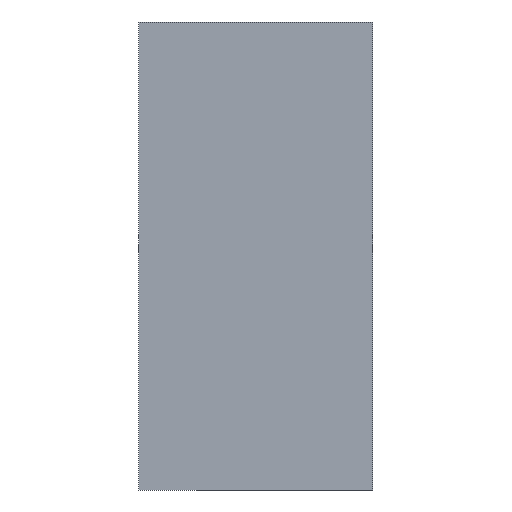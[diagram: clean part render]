
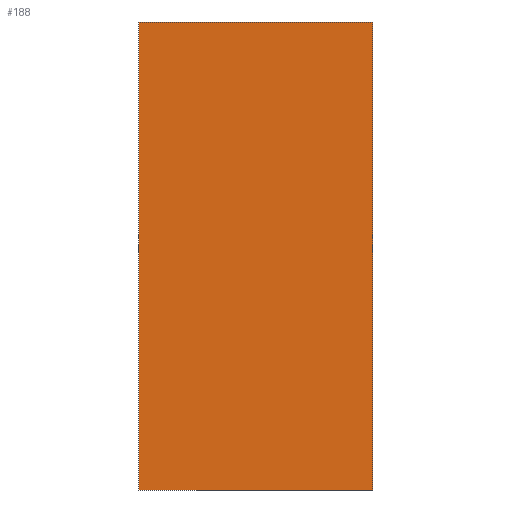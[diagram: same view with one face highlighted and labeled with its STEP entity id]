
A CAD part, left-side view. The second image highlights one B-rep face of the part: STEP entity #188.
In plain terms, the highlighted planar face has unit normal (-1, 0, 0).
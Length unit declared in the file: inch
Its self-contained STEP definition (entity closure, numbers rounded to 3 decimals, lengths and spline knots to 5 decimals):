
#22=FACE_OUTER_BOUND('',#32,.T.);
#32=EDGE_LOOP('',(#151,#152,#153,#154));
#36=LINE('',#261,#60);
#56=LINE('',#300,#80);
#57=LINE('',#302,#81);
#58=LINE('',#303,#82);
#60=VECTOR('',#214,0.3937);
#80=VECTOR('',#246,0.3937);
#81=VECTOR('',#249,0.3937);
#82=VECTOR('',#250,0.3937);
#83=VERTEX_POINT('',#257);
#85=VERTEX_POINT('',#260);
#97=VERTEX_POINT('',#296);
#98=VERTEX_POINT('',#298);
#100=EDGE_CURVE('',#83,#85,#36,.T.);
#120=EDGE_CURVE('',#97,#98,#56,.T.);
#121=EDGE_CURVE('',#97,#83,#57,.T.);
#122=EDGE_CURVE('',#85,#98,#58,.T.);
#151=ORIENTED_EDGE('',*,*,#121,.F.);
#152=ORIENTED_EDGE('',*,*,#120,.T.);
#153=ORIENTED_EDGE('',*,*,#122,.F.);
#154=ORIENTED_EDGE('',*,*,#100,.F.);
#178=PLANE('',#206);
#188=ADVANCED_FACE('',(#22),#178,.T.);
#206=AXIS2_PLACEMENT_3D('',#301,#247,#248);
#214=DIRECTION('',(0.,0.,1.));
#246=DIRECTION('',(0.,0.,1.));
#247=DIRECTION('center_axis',(-1.,0.,0.));
#248=DIRECTION('ref_axis',(0.,-1.,0.));
#249=DIRECTION('',(0.,1.,0.));
#250=DIRECTION('',(0.,-1.,0.));
#257=CARTESIAN_POINT('',(0.,2.,0.));
#260=CARTESIAN_POINT('',(0.,2.,4.));
#261=CARTESIAN_POINT('',(0.,2.,0.));
#296=CARTESIAN_POINT('',(0.,0.,0.));
#298=CARTESIAN_POINT('',(0.,0.,4.));
#300=CARTESIAN_POINT('',(0.,0.,0.));
#301=CARTESIAN_POINT('Origin',(0.,2.,0.));
#302=CARTESIAN_POINT('',(0.,0.,0.));
#303=CARTESIAN_POINT('',(0.,0.,4.));
